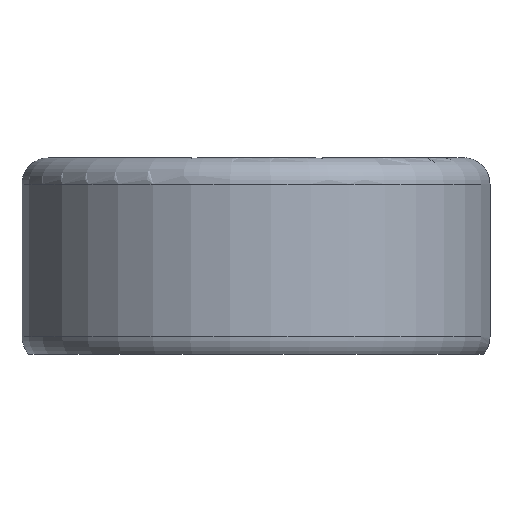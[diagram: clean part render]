
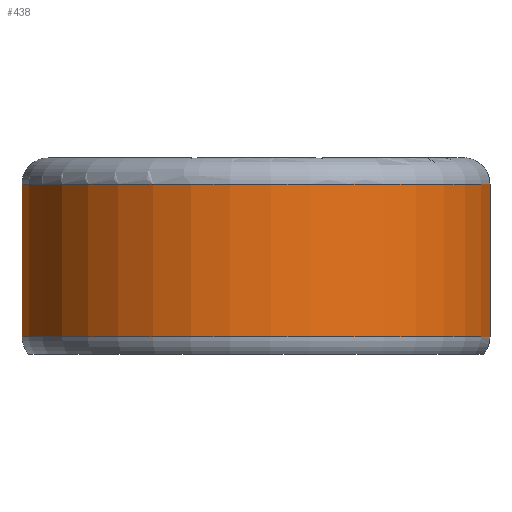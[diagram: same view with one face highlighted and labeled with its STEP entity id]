
A CAD part, front view. The second image highlights one B-rep face of the part: STEP entity #438.
In plain terms, the highlighted cylindrical face has radius 18 mm (diameter 36 mm), a partial arc.
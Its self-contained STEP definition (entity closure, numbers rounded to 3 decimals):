
#32=LINE('',#673,#54);
#33=LINE('',#676,#55);
#54=VECTOR('',#537,10.);
#55=VECTOR('',#540,10.);
#76=CYLINDRICAL_SURFACE('',#480,18.);
#83=FACE_OUTER_BOUND('',#109,.T.);
#109=EDGE_LOOP('',(#300,#301,#302,#303));
#137=CIRCLE('',#479,18.);
#138=CIRCLE('',#481,18.);
#182=VERTEX_POINT('',#653);
#185=VERTEX_POINT('',#663);
#186=VERTEX_POINT('',#672);
#187=VERTEX_POINT('',#674);
#231=EDGE_CURVE('',#185,#182,#137,.T.);
#232=EDGE_CURVE('',#185,#186,#32,.T.);
#233=EDGE_CURVE('',#187,#186,#138,.T.);
#234=EDGE_CURVE('',#187,#182,#33,.T.);
#300=ORIENTED_EDGE('',*,*,#231,.F.);
#301=ORIENTED_EDGE('',*,*,#232,.T.);
#302=ORIENTED_EDGE('',*,*,#233,.F.);
#303=ORIENTED_EDGE('',*,*,#234,.T.);
#438=ADVANCED_FACE('',(#83),#76,.T.);
#479=AXIS2_PLACEMENT_3D('',#670,#533,#534);
#480=AXIS2_PLACEMENT_3D('',#671,#535,#536);
#481=AXIS2_PLACEMENT_3D('',#675,#538,#539);
#533=DIRECTION('center_axis',(0.,0.,-1.));
#534=DIRECTION('ref_axis',(1.,0.,0.));
#535=DIRECTION('center_axis',(0.,0.,1.));
#536=DIRECTION('ref_axis',(-1.,0.,0.));
#537=DIRECTION('',(0.,0.,1.));
#538=DIRECTION('center_axis',(0.,0.,1.));
#539=DIRECTION('ref_axis',(-1.,0.,0.));
#540=DIRECTION('',(0.,0.,-1.));
#653=CARTESIAN_POINT('',(518.248,75.513,1.323));
#663=CARTESIAN_POINT('',(518.248,70.513,1.323));
#670=CARTESIAN_POINT('Origin',(500.423,73.013,1.323));
#671=CARTESIAN_POINT('Origin',(500.423,73.013,0.));
#672=CARTESIAN_POINT('',(518.248,70.513,13.));
#673=CARTESIAN_POINT('',(518.248,70.513,0.));
#674=CARTESIAN_POINT('',(518.248,75.513,13.));
#675=CARTESIAN_POINT('Origin',(500.423,73.013,13.));
#676=CARTESIAN_POINT('',(518.248,75.513,0.));
